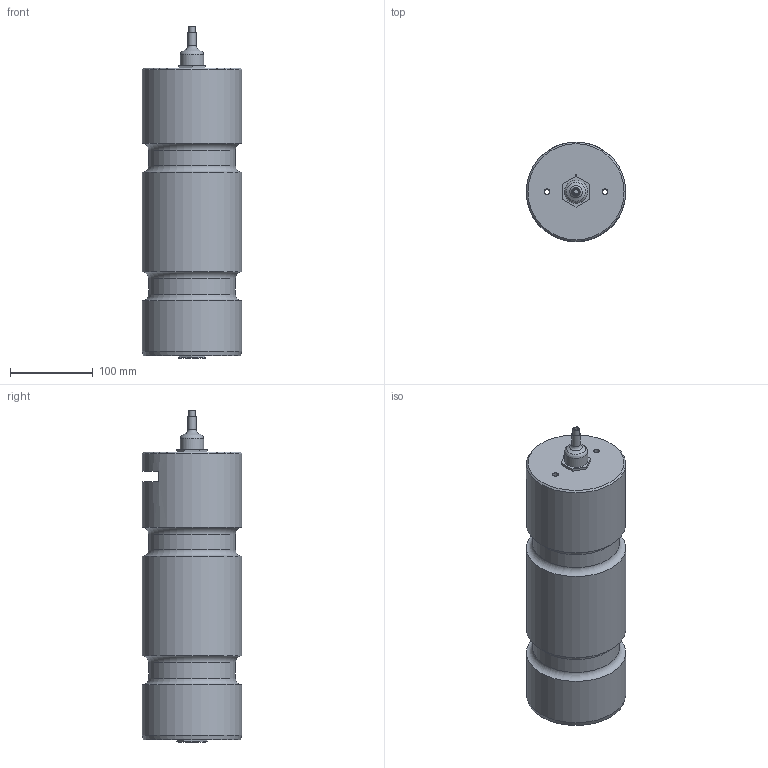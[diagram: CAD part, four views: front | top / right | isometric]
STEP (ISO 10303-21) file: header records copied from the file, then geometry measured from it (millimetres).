
FILE_DESCRIPTION (( 'STEP AP203' ), '1' );
FILE_NAME ('122-221-111-011.STEP', '2014-09-19T14:01:56', ( 'ajoy' ), ( 'Microsoft' ), 'SwSTEP 2.0', 'SolidWorks 2014', '' );
FILE_SCHEMA (( 'CONFIG_CONTROL_DESIGN' ));
Length unit declared in the file: millimetre
Products named in the file (1): 122-221-111-011
Bounding box: 120 x 120 x 400.71 mm (x, y, z)
Surface area: 164900 mm2 (no closed solid volume)
Topology: 0 solids, 5 shells, 48 faces, 113 edges, 72 vertices
Faces by surface type: plane 20, cylinder 15, cone 6, torus 6, bspline 1
Full cylindrical faces by diameter (mm): 2.1 x2, 5.5 x1, 6.8 x4, 7.5 x1, 10 x1, 28 x1, 105 x2, 120 x3
Entity records: 1457 total; most frequent: CARTESIAN_POINT 400, DIRECTION 210, ORIENTED_EDGE 140, AXIS2_PLACEMENT_3D 88, EDGE_LOOP 86, EDGE_CURVE 82, FACE_OUTER_BOUND 69, VERTEX_POINT 68
